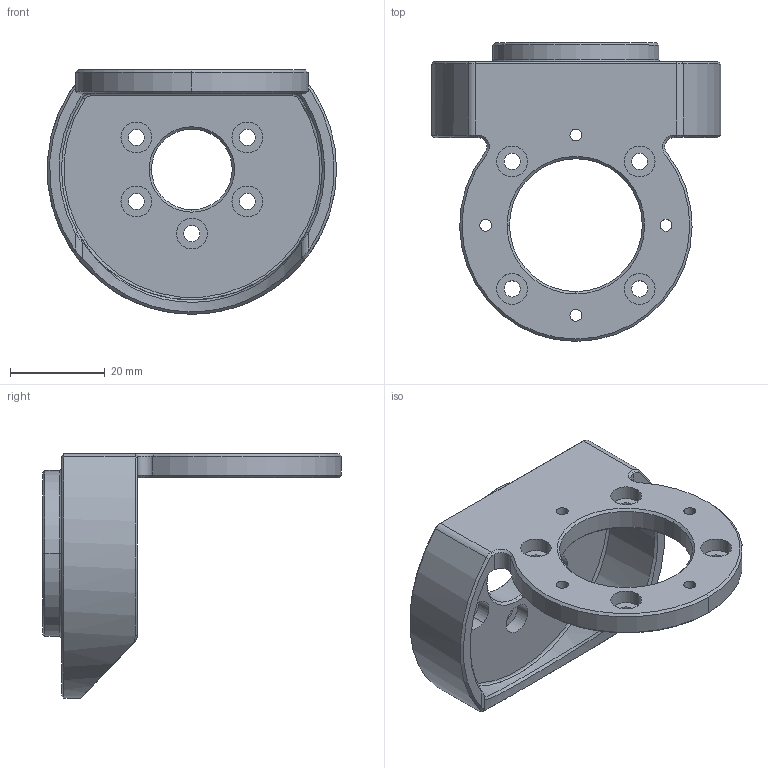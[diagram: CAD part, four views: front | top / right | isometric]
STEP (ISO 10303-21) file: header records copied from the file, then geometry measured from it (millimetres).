
FILE_DESCRIPTION (( 'STEP AP214' ), '1' );
FILE_NAME ('JXS-05-01.STEP', '2026-02-04T18:21:45', ( '1' ), ( '' ), 'SwSTEP 2.0', 'SolidWorks 2020', '' );
FILE_SCHEMA (( 'AUTOMOTIVE_DESIGN' ));
Length unit declared in the file: millimetre
Products named in the file (1): JXS-05-01
Bounding box: 60.95 x 63 x 51.5 mm (x, y, z)
Volume: 19548.9 mm3; surface area: 13541.2 mm2
Topology: 1 solids, 1 shells, 140 faces, 334 edges, 206 vertices
Faces by surface type: cylinder 68, cone 35, plane 26, bspline 6, torus 5
Entity records: 4777 total; most frequent: CARTESIAN_POINT 1338, DIRECTION 768, ORIENTED_EDGE 668, EDGE_CURVE 334, AXIS2_PLACEMENT_3D 317, VERTEX_POINT 206, CIRCLE 182, EDGE_LOOP 180
